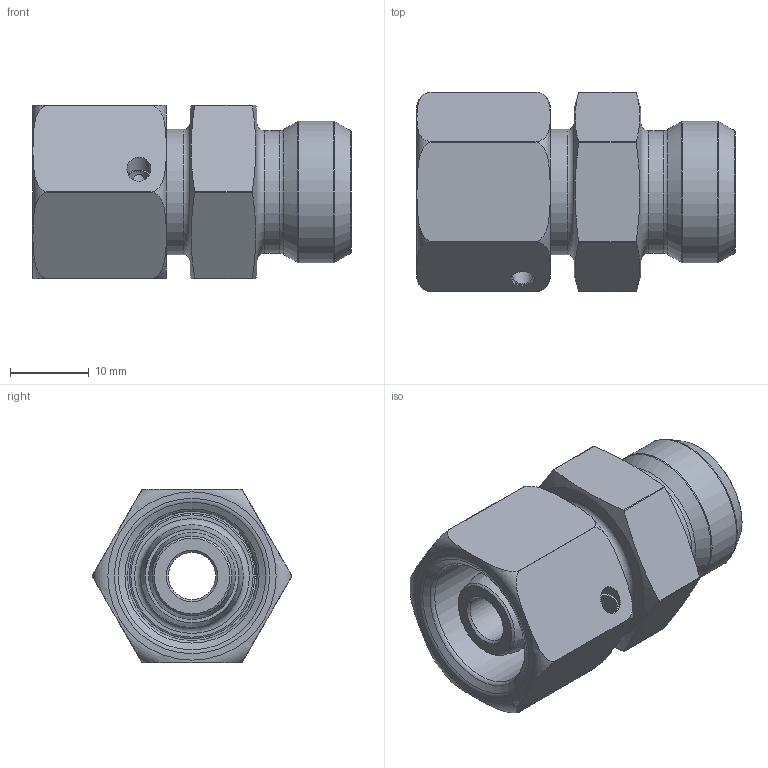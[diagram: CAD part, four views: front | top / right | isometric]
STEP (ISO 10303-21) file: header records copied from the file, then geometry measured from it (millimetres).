
FILE_DESCRIPTION(/* description */ (''),/* implementation_level */ '2;1');
FILE_NAME(/* name */ 'GDA10.stp',/* time_stamp */ '2025-01-17T07:26:25+01:00',/* author */ (''),/* organization */ (''),/* preprocessor_version */ 'ST-DEVELOPER v16',/* originating_system */ 'SIEMENS PLM Software NX 10.0',/* authorisation */ '');
FILE_SCHEMA (('CONFIG_CONTROL_DESIGN'));
Length unit declared in the file: millimetre
Products named in the file (5): X-ST10; X-OR-10; X-MT10; X-GDA10; GDA10
Assembly tree (4 placements, depth 2):
  GDA10
    X-GDA10
    X-MT10
    X-OR-10
    X-ST10
Bounding box: 40.5 x 25.39 x 22 mm (x, y, z)
Volume: 10936.5 mm3; surface area: 6778.3 mm2
Topology: 4 solids, 4 shells, 269 faces, 716 edges, 471 vertices
Faces by surface type: plane 200, cylinder 22, torus 21, cone 13, extrusion 10, bspline 2, revolution 1
Full cylindrical faces by diameter (mm): 2.65 x1, 3.045 x1, 6 x1, 10.195 x1, 15.6 x1, 15.955 x2, 16.245 x1, 16.45 x1, 18 x1
Entity records: 9474 total; most frequent: CARTESIAN_POINT 3260, ORIENTED_EDGE 1302, DIRECTION 867, EDGE_CURVE 651, VERTEX_POINT 453, B_SPLINE_CURVE_WITH_KNOTS 397, EDGE_LOOP 337, AXIS2_PLACEMENT_3D 330
